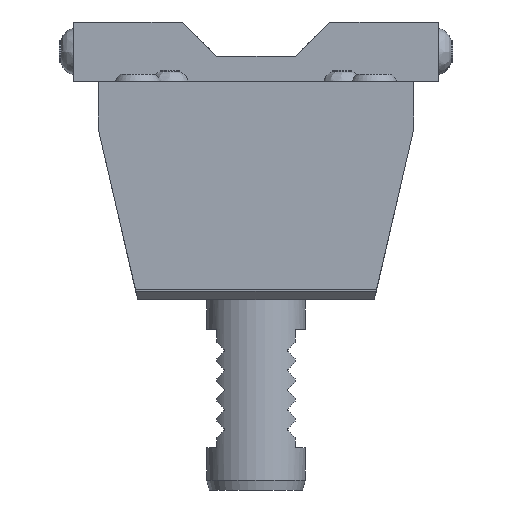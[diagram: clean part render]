
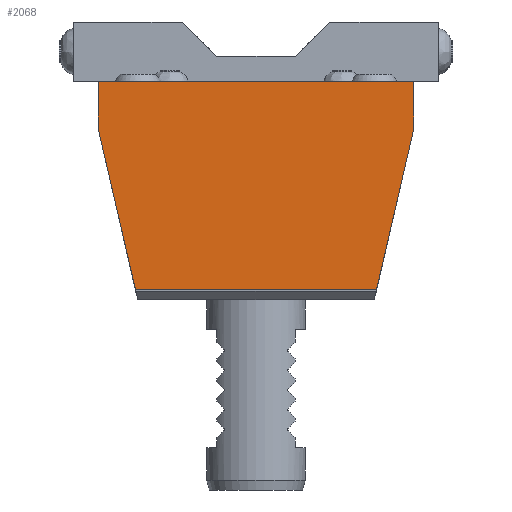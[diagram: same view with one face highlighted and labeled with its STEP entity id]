
A CAD part, left-side view. The second image highlights one B-rep face of the part: STEP entity #2068.
In plain terms, the highlighted planar face has unit normal (-1, 0, 0).
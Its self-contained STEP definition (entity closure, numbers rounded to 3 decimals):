
#299=FACE_OUTER_BOUND('',#2447,.T.);
#582=PLANE('',#6077);
#803=LINE('',#8299,#1406);
#936=LINE('',#8679,#1539);
#1031=LINE('',#8870,#1634);
#1064=LINE('',#8952,#1667);
#1065=LINE('',#8953,#1668);
#1066=LINE('',#8954,#1669);
#1406=VECTOR('',#6514,1.);
#1539=VECTOR('',#6819,1.);
#1634=VECTOR('',#6920,1.);
#1667=VECTOR('',#7003,1.);
#1668=VECTOR('',#7004,1.);
#1669=VECTOR('',#7005,1.);
#2068=ADVANCED_FACE('',(#299),#582,.T.);
#2447=EDGE_LOOP('',(#3126,#3127,#3128,#3129,#3130,#3131));
#3126=ORIENTED_EDGE('',*,*,#5347,.F.);
#3127=ORIENTED_EDGE('',*,*,#5305,.T.);
#3128=ORIENTED_EDGE('',*,*,#5348,.T.);
#3129=ORIENTED_EDGE('',*,*,#5025,.F.);
#3130=ORIENTED_EDGE('',*,*,#5349,.F.);
#3131=ORIENTED_EDGE('',*,*,#5208,.T.);
#4443=VERTEX_POINT('',#8293);
#4446=VERTEX_POINT('',#8298);
#4607=VERTEX_POINT('',#8678);
#4608=VERTEX_POINT('',#8680);
#4700=VERTEX_POINT('',#8869);
#4701=VERTEX_POINT('',#8871);
#5025=EDGE_CURVE('',#4446,#4443,#803,.T.);
#5208=EDGE_CURVE('',#4608,#4607,#936,.T.);
#5305=EDGE_CURVE('',#4701,#4700,#1031,.T.);
#5347=EDGE_CURVE('',#4701,#4607,#1064,.T.);
#5348=EDGE_CURVE('',#4700,#4443,#1065,.T.);
#5349=EDGE_CURVE('',#4608,#4446,#1066,.T.);
#6077=AXIS2_PLACEMENT_3D('',#8955,#7006,#7007);
#6514=DIRECTION('',(0.,-1.,0.));
#6819=DIRECTION('',(0.,-0.225,-0.974));
#6920=DIRECTION('',(0.,-0.225,0.974));
#7003=DIRECTION('',(0.,1.,0.));
#7004=DIRECTION('',(0.,0.,1.));
#7005=DIRECTION('',(0.,0.,1.));
#7006=DIRECTION('',(-1.,0.,0.));
#7007=DIRECTION('',(0.,0.,1.));
#8293=CARTESIAN_POINT('',(-30.,-32.,43.8));
#8298=CARTESIAN_POINT('',(-30.,32.,43.8));
#8299=CARTESIAN_POINT('',(-30.,32.,43.8));
#8678=CARTESIAN_POINT('',(-30.,24.462,1.5));
#8679=CARTESIAN_POINT('',(-30.,21.166,-12.774));
#8680=CARTESIAN_POINT('',(-30.,32.,34.152));
#8869=CARTESIAN_POINT('',(-30.,-32.,34.152));
#8870=CARTESIAN_POINT('',(-30.,-24.405,1.253));
#8871=CARTESIAN_POINT('',(-30.,-24.462,1.5));
#8952=CARTESIAN_POINT('',(-30.,-32.,1.5));
#8953=CARTESIAN_POINT('',(-30.,-32.,55.9));
#8954=CARTESIAN_POINT('',(-30.,32.,55.9));
#8955=CARTESIAN_POINT('',(-30.,-32.,-0.5));
